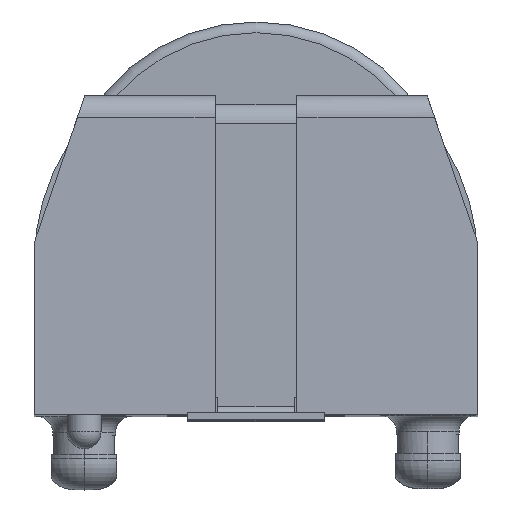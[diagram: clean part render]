
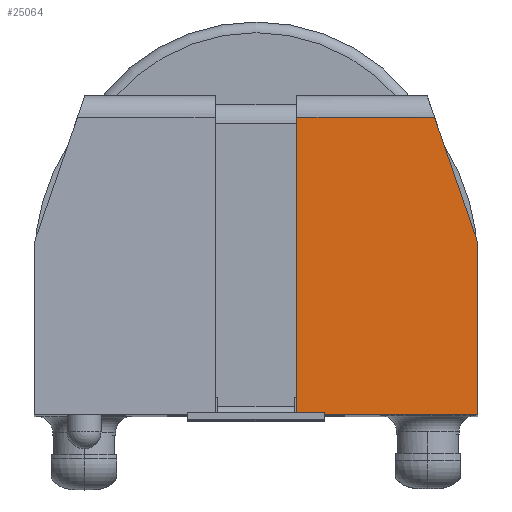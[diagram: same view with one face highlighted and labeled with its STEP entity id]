
A CAD part, top view. The second image highlights one B-rep face of the part: STEP entity #25064.
In plain terms, the highlighted planar face has unit normal (0, 0.018, 1).
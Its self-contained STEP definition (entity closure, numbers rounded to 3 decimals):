
#170 = EDGE_CURVE ( 'NONE', #25246, #23542, #25358, .T. ) ;
#1066 = DIRECTION ( 'NONE',  ( 0., -1., 0.017 ) ) ;
#2268 = EDGE_LOOP ( 'NONE', ( #2992, #23009, #21341, #10941, #21185 ) ) ;
#2552 = VERTEX_POINT ( 'NONE', #18764 ) ;
#2992 = ORIENTED_EDGE ( 'NONE', *, *, #25729, .F. ) ;
#3383 = CARTESIAN_POINT ( 'NONE',  ( 10.325, 0., 22.576 ) ) ;
#3767 = DIRECTION ( 'NONE',  ( 0., 0.017, 1. ) ) ;
#4828 = LINE ( 'NONE', #12871, #24061 ) ;
#7505 = DIRECTION ( 'NONE',  ( 0., 1., -0.017 ) ) ;
#9470 = VECTOR ( 'NONE', #7505, 1000. ) ;
#10607 = CARTESIAN_POINT ( 'NONE',  ( 10.325, -1.727, 22.606 ) ) ;
#10922 = DIRECTION ( 'NONE',  ( 1., 0., 0. ) ) ;
#10941 = ORIENTED_EDGE ( 'NONE', *, *, #19707, .F. ) ;
#12207 = LINE ( 'NONE', #14136, #19250 ) ;
#12871 = CARTESIAN_POINT ( 'NONE',  ( 11.132, 5.659, 22.477 ) ) ;
#13077 = EDGE_CURVE ( 'NONE', #2552, #20008, #26917, .T. ) ;
#13813 = CARTESIAN_POINT ( 'NONE',  ( 10.325, 8.001, 22.436 ) ) ;
#14041 = DIRECTION ( 'NONE',  ( -1., 0., 0. ) ) ;
#14136 = CARTESIAN_POINT ( 'NONE',  ( 1.905, 13.861, 22.334 ) ) ;
#16815 = CARTESIAN_POINT ( 'NONE',  ( 1.905, -1.727, 22.606 ) ) ;
#17352 = LINE ( 'NONE', #27060, #18092 ) ;
#18092 = VECTOR ( 'NONE', #24941, 1000. ) ;
#18183 = CARTESIAN_POINT ( 'NONE',  ( -10.325, -1.727, 22.606 ) ) ;
#18764 = CARTESIAN_POINT ( 'NONE',  ( 1.905, 0., 22.576 ) ) ;
#18982 = EDGE_CURVE ( 'NONE', #22092, #20008, #12207, .T. ) ;
#19250 = VECTOR ( 'NONE', #14041, 1000. ) ;
#19260 = CARTESIAN_POINT ( 'NONE',  ( 1.905, 13.861, 22.334 ) ) ;
#19707 = EDGE_CURVE ( 'NONE', #23542, #2552, #17352, .T. ) ;
#20008 = VERTEX_POINT ( 'NONE', #19260 ) ;
#20572 = PLANE ( 'NONE',  #23341 ) ;
#21185 = ORIENTED_EDGE ( 'NONE', *, *, #170, .F. ) ;
#21341 = ORIENTED_EDGE ( 'NONE', *, *, #13077, .F. ) ;
#22092 = VERTEX_POINT ( 'NONE', #23046 ) ;
#23009 = ORIENTED_EDGE ( 'NONE', *, *, #18982, .T. ) ;
#23046 = CARTESIAN_POINT ( 'NONE',  ( 8.307, 13.861, 22.334 ) ) ;
#23341 = AXIS2_PLACEMENT_3D ( 'NONE', #18183, #3767, #10922 ) ;
#23542 = VERTEX_POINT ( 'NONE', #3383 ) ;
#24061 = VECTOR ( 'NONE', #27275, 1000. ) ;
#24941 = DIRECTION ( 'NONE',  ( -1., 0., 0. ) ) ;
#25064 = ADVANCED_FACE ( 'NONE', ( #28885 ), #20572, .T. ) ;
#25246 = VERTEX_POINT ( 'NONE', #13813 ) ;
#25358 = LINE ( 'NONE', #10607, #27216 ) ;
#25729 = EDGE_CURVE ( 'NONE', #22092, #25246, #4828, .T. ) ;
#26917 = LINE ( 'NONE', #16815, #9470 ) ;
#27060 = CARTESIAN_POINT ( 'NONE',  ( -10.325, 0., 22.576 ) ) ;
#27216 = VECTOR ( 'NONE', #1066, 1000. ) ;
#27275 = DIRECTION ( 'NONE',  ( 0.326, -0.945, 0.017 ) ) ;
#28885 = FACE_OUTER_BOUND ( 'NONE', #2268, .T. ) ;
